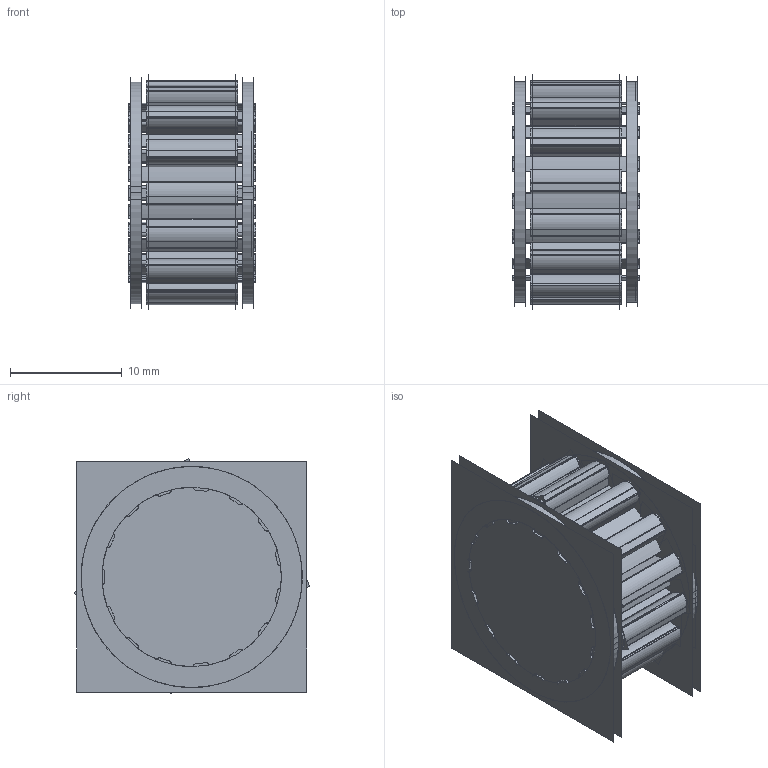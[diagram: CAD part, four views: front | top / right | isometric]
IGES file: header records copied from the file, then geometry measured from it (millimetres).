
Start section:  PTC IGES file: fe420z.igs
Global section: file name: fe420z.igs; native system: Creo Parametric by Parametric Technology Corporation; preprocessor: 2013150; author: sales 4; organization: Unknown; date: 20140324.141420; units: millimetre
Bounding box: 11.44 x 21.08 x 21.02 mm (x, y, z)
Volume: 1041.3 mm3; surface area: 20460.8 mm2
Topology: 16 solids, 16 shells, 1656 faces, 8600 edges, 10748 vertices
Faces by surface type: bspline 1048, revolution 608
